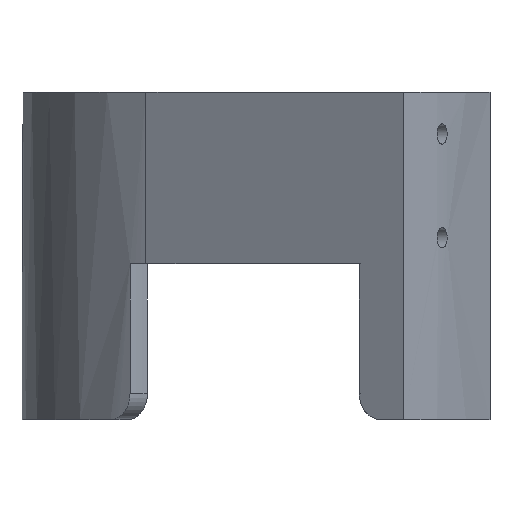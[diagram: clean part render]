
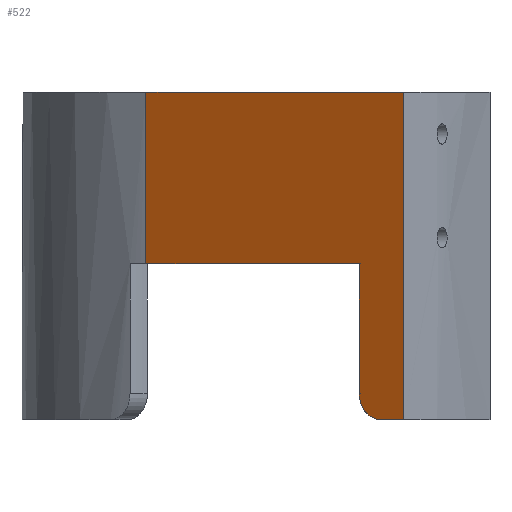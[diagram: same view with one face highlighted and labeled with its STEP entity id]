
A CAD part, front view. The second image highlights one B-rep face of the part: STEP entity #522.
In plain terms, the highlighted planar face has unit normal (-0.574, -0.819, 0).
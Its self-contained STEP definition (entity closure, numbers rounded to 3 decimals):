
#31=PLANE('',#588);
#58=FACE_OUTER_BOUND('',#88,.T.);
#88=EDGE_LOOP('',(#429,#430,#431,#432,#433,#434,#435));
#112=B_SPLINE_CURVE_WITH_KNOTS('',3,(#1013,#1014,#1015,#1016,#1017,#1018,
#1019,#1020,#1021,#1022,#1023,#1024,#1025,#1026,#1027,#1028,#1029,#1030),
 .UNSPECIFIED.,.F.,.F.,(4,2,2,2,2,2,2,2,4),(0.741,0.833,
0.926,1.018,1.111,1.203,1.296,
1.388,1.481),.UNSPECIFIED.);
#134=LINE('',#1046,#166);
#138=LINE('',#1106,#170);
#141=LINE('',#1136,#173);
#142=LINE('',#1139,#174);
#143=LINE('',#1141,#175);
#144=LINE('',#1142,#176);
#166=VECTOR('',#668,10.);
#170=VECTOR('',#690,10.);
#173=VECTOR('',#715,10.);
#174=VECTOR('',#718,10.);
#175=VECTOR('',#719,10.);
#176=VECTOR('',#720,10.);
#233=VERTEX_POINT('',#1010);
#234=VERTEX_POINT('',#1012);
#240=VERTEX_POINT('',#1045);
#250=VERTEX_POINT('',#1103);
#251=VERTEX_POINT('',#1105);
#256=VERTEX_POINT('',#1138);
#257=VERTEX_POINT('',#1140);
#291=EDGE_CURVE('',#233,#234,#112,.T.);
#299=EDGE_CURVE('',#240,#234,#134,.T.);
#312=EDGE_CURVE('',#251,#250,#138,.T.);
#323=EDGE_CURVE('',#250,#240,#141,.T.);
#324=EDGE_CURVE('',#256,#233,#142,.T.);
#325=EDGE_CURVE('',#257,#256,#143,.T.);
#326=EDGE_CURVE('',#251,#257,#144,.T.);
#429=ORIENTED_EDGE('',*,*,#291,.F.);
#430=ORIENTED_EDGE('',*,*,#324,.F.);
#431=ORIENTED_EDGE('',*,*,#325,.F.);
#432=ORIENTED_EDGE('',*,*,#326,.F.);
#433=ORIENTED_EDGE('',*,*,#312,.T.);
#434=ORIENTED_EDGE('',*,*,#323,.T.);
#435=ORIENTED_EDGE('',*,*,#299,.T.);
#522=ADVANCED_FACE('',(#58),#31,.T.);
#588=AXIS2_PLACEMENT_3D('',#1137,#716,#717);
#668=DIRECTION('',(0.,0.,-1.));
#690=DIRECTION('',(0.,0.,-1.));
#715=DIRECTION('',(0.819,-0.574,0.));
#716=DIRECTION('center_axis',(-0.574,-0.819,0.));
#717=DIRECTION('ref_axis',(-0.819,0.574,0.));
#718=DIRECTION('',(-0.819,0.574,0.));
#719=DIRECTION('',(0.,0.,-1.));
#720=DIRECTION('',(0.819,-0.574,0.));
#1010=CARTESIAN_POINT('',(108.074,-77.518,81.));
#1012=CARTESIAN_POINT('',(103.978,-74.65,86.));
#1013=CARTESIAN_POINT('Ctrl Pts',(108.074,-77.518,81.));
#1014=CARTESIAN_POINT('Ctrl Pts',(107.821,-77.341,81.));
#1015=CARTESIAN_POINT('Ctrl Pts',(107.545,-77.148,81.03));
#1016=CARTESIAN_POINT('Ctrl Pts',(107.005,-76.769,81.162));
#1017=CARTESIAN_POINT('Ctrl Pts',(106.74,-76.584,81.263));
#1018=CARTESIAN_POINT('Ctrl Pts',(106.273,-76.257,81.499));
#1019=CARTESIAN_POINT('Ctrl Pts',(106.027,-76.085,81.656));
#1020=CARTESIAN_POINT('Ctrl Pts',(105.569,-75.764,82.03));
#1021=CARTESIAN_POINT('Ctrl Pts',(105.356,-75.615,82.246));
#1022=CARTESIAN_POINT('Ctrl Pts',(104.999,-75.365,82.683));
#1023=CARTESIAN_POINT('Ctrl Pts',(104.821,-75.24,82.942));
#1024=CARTESIAN_POINT('Ctrl Pts',(104.515,-75.026,83.502));
#1025=CARTESIAN_POINT('Ctrl Pts',(104.386,-74.936,83.802));
#1026=CARTESIAN_POINT('Ctrl Pts',(104.193,-74.8,84.372));
#1027=CARTESIAN_POINT('Ctrl Pts',(104.11,-74.743,84.695));
#1028=CARTESIAN_POINT('Ctrl Pts',(104.003,-74.667,85.355));
#1029=CARTESIAN_POINT('Ctrl Pts',(103.978,-74.65,85.691));
#1030=CARTESIAN_POINT('Ctrl Pts',(103.978,-74.65,86.));
#1045=CARTESIAN_POINT('',(103.978,-74.65,111.));
#1046=CARTESIAN_POINT('',(103.978,-74.65,96.));
#1103=CARTESIAN_POINT('',(62.88,-45.873,111.));
#1105=CARTESIAN_POINT('',(62.88,-45.873,144.));
#1106=CARTESIAN_POINT('',(62.88,-45.873,144.));
#1136=CARTESIAN_POINT('',(98.801,-71.025,111.));
#1137=CARTESIAN_POINT('Origin',(112.58,-80.673,144.));
#1138=CARTESIAN_POINT('',(112.58,-80.673,81.));
#1139=CARTESIAN_POINT('',(87.655,-63.22,81.));
#1140=CARTESIAN_POINT('',(112.58,-80.673,144.));
#1141=CARTESIAN_POINT('',(112.58,-80.673,144.));
#1142=CARTESIAN_POINT('',(62.88,-45.873,144.));
